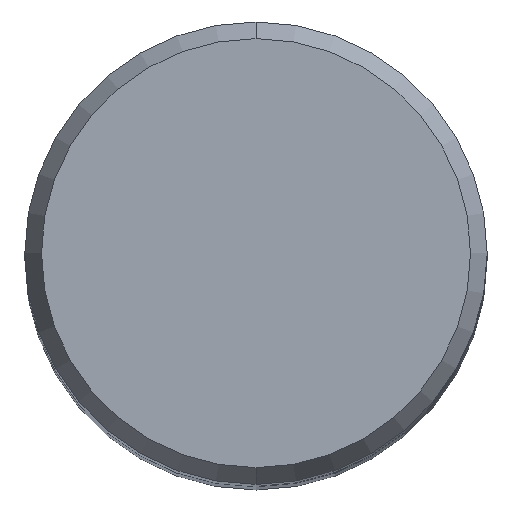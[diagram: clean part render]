
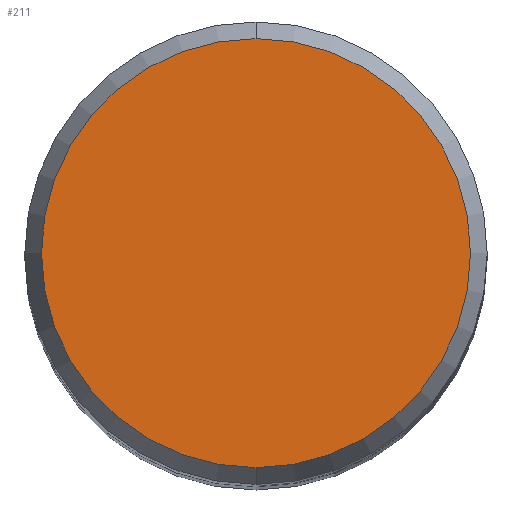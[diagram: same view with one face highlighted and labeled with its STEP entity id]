
A CAD part, top view. The second image highlights one B-rep face of the part: STEP entity #211.
In plain terms, the highlighted planar face has unit normal (0, 0, 1).
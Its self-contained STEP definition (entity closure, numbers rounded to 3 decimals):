
#117=VERTEX_POINT('',#304);
#119=VERTEX_POINT('',#306);
#169=EDGE_CURVE('',#119,#117,#364,.T.);
#211=ADVANCED_FACE('',(#413),#414,.T.);
#243=EDGE_CURVE('',#117,#119,#449,.T.);
#304=CARTESIAN_POINT('',(0.0,8.837,0.01));
#306=CARTESIAN_POINT('',(0.,-8.837,0.01));
#364=CIRCLE('',#583,8.837);
#413=FACE_OUTER_BOUND('',#642,.T.);
#414=PLANE('',#643);
#449=CIRCLE('',#692,8.837);
#583=AXIS2_PLACEMENT_3D('',#817,#818,#819);
#642=EDGE_LOOP('',(#888,#889));
#643=AXIS2_PLACEMENT_3D('',#890,#891,#892);
#692=AXIS2_PLACEMENT_3D('',#928,#929,#930);
#817=CARTESIAN_POINT('',(0.0,0.0,0.01));
#818=DIRECTION('',(0.0,0.0,-1.0));
#819=DIRECTION('',(0.0,1.0,0.0));
#888=ORIENTED_EDGE('',*,*,#243,.F.);
#889=ORIENTED_EDGE('',*,*,#169,.F.);
#890=CARTESIAN_POINT('',(0.0,4.419,0.01));
#891=DIRECTION('',(-0.0,0.0,1.0));
#892=DIRECTION('',(0.0,-1.0,0.0));
#928=CARTESIAN_POINT('',(0.0,0.0,0.01));
#929=DIRECTION('',(0.0,0.0,-1.0));
#930=DIRECTION('',(0.0,1.0,0.0));
